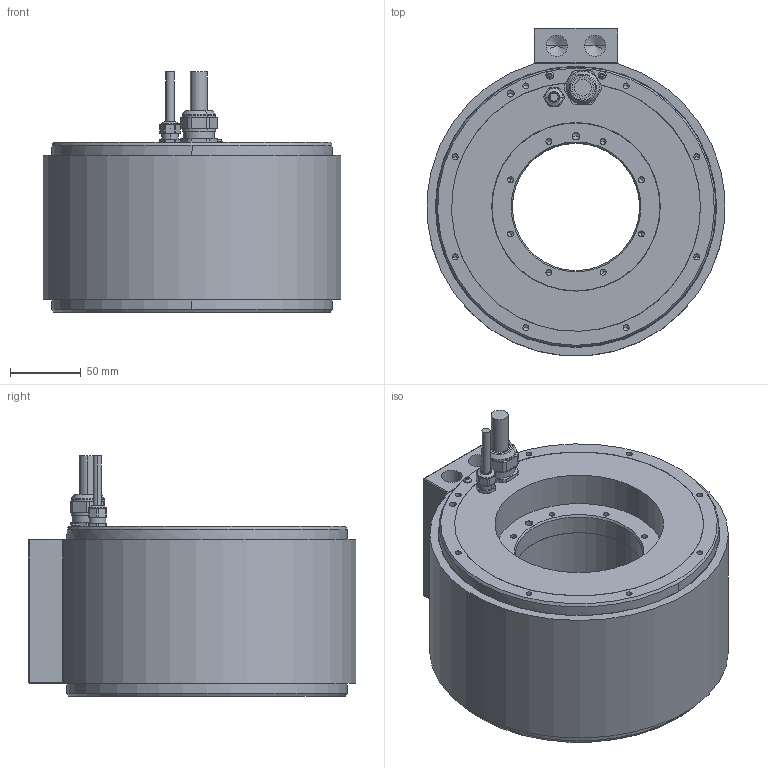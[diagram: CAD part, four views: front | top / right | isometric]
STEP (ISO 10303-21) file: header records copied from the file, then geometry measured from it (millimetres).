
FILE_DESCRIPTION((''),'2;1');
FILE_NAME('1220285-10_ASM','2018-10-16T',('CH5533'),(''),'PRO/ENGINEER BY PARAMETRIC TECHNOLOGY CORPORATION, 2014000','PRO/ENGINEER BY PARAMETRIC TECHNOLOGY CORPORATION, 2014000','');
FILE_SCHEMA(('CONFIG_CONTROL_DESIGN'));
Length unit declared in the file: millimetre
Products named in the file (3): PRT0001; PRT0002; 1220285-10_ASM
Assembly tree (2 placements, depth 2):
  1220285-10_ASM
    PRT0001
    PRT0002
Bounding box: 210.41 x 231.4 x 169.8 mm (x, y, z)
Volume: 3237571.5 mm3; surface area: 257499.1 mm2
Topology: 2 solids, 20 shells, 654 faces, 1548 edges, 941 vertices
Faces by surface type: cylinder 283, plane 193, cone 132, torus 42, sphere 4
Entity records: 21240 total; most frequent: DIRECTION 3523, CARTESIAN_POINT 3241, ORIENTED_EDGE 2944, EDGE_CURVE 1472, AXIS2_PLACEMENT_3D 1427, VERTEX_POINT 941, EDGE_LOOP 775, CIRCLE 768
